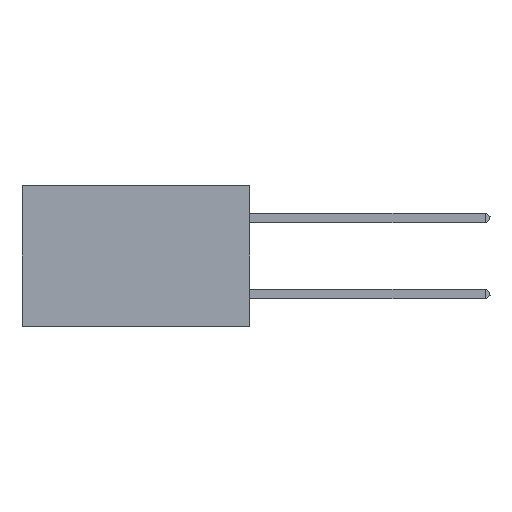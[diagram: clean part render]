
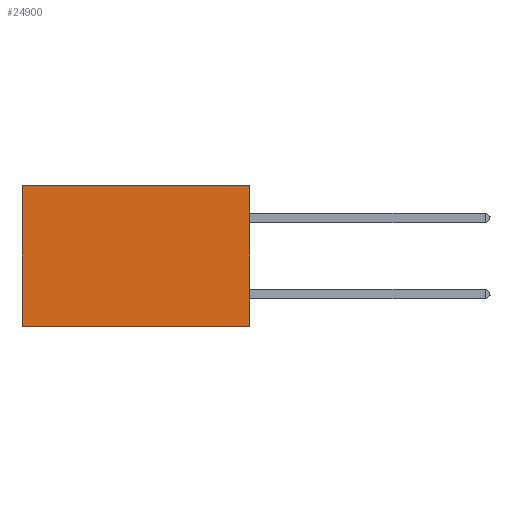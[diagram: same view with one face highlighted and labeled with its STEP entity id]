
A CAD part, left-side view. The second image highlights one B-rep face of the part: STEP entity #24900.
In plain terms, the highlighted planar face has unit normal (-1, 0, 0).
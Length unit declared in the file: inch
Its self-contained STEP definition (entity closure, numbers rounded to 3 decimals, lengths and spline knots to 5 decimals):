
#1718 = VECTOR ( 'NONE', #6707, 39.37008 ) ;
#2004 = CARTESIAN_POINT ( 'NONE',  ( 0.2875, 0.6, 0. ) ) ;
#2364 = ORIENTED_EDGE ( 'NONE', *, *, #38182, .T. ) ;
#2475 = EDGE_LOOP ( 'NONE', ( #9819, #36873, #11906, #2364 ) ) ;
#2890 = AXIS2_PLACEMENT_3D ( 'NONE', #3050, #13067, #5214 ) ;
#3050 = CARTESIAN_POINT ( 'NONE',  ( 0.2875, 0., 0. ) ) ;
#3212 = VECTOR ( 'NONE', #37376, 39.37008 ) ;
#4367 = CARTESIAN_POINT ( 'NONE',  ( 0.2875, 0., -0.37 ) ) ;
#5214 = DIRECTION ( 'NONE',  ( 0., 0., -1. ) ) ;
#5945 = LINE ( 'NONE', #6326, #1718 ) ;
#6326 = CARTESIAN_POINT ( 'NONE',  ( 0.2875, 0., 0. ) ) ;
#6499 = VERTEX_POINT ( 'NONE', #34519 ) ;
#6707 = DIRECTION ( 'NONE',  ( 0., 1., 0. ) ) ;
#9819 = ORIENTED_EDGE ( 'NONE', *, *, #9983, .T. ) ;
#9969 = VERTEX_POINT ( 'NONE', #28816 ) ;
#9983 = EDGE_CURVE ( 'NONE', #37046, #35750, #15470, .T. ) ;
#11906 = ORIENTED_EDGE ( 'NONE', *, *, #30100, .F. ) ;
#13067 = DIRECTION ( 'NONE',  ( 1., 0., 0. ) ) ;
#13710 = FACE_OUTER_BOUND ( 'NONE', #2475, .T. ) ;
#15470 = LINE ( 'NONE', #2004, #38238 ) ;
#17308 = DIRECTION ( 'NONE',  ( 0., 0., -1. ) ) ;
#22301 = CARTESIAN_POINT ( 'NONE',  ( 0.2875, 0.6, 0. ) ) ;
#24299 = PLANE ( 'NONE',  #2890 ) ;
#24617 = CARTESIAN_POINT ( 'NONE',  ( 0.2875, 0.6, -0.37 ) ) ;
#24900 = ADVANCED_FACE ( 'NONE', ( #13710 ), #24299, .F. ) ;
#26005 = CARTESIAN_POINT ( 'NONE',  ( 0.2875, 0., 0. ) ) ;
#28816 = CARTESIAN_POINT ( 'NONE',  ( 0.2875, 0., -0.37 ) ) ;
#30100 = EDGE_CURVE ( 'NONE', #6499, #9969, #32452, .T. ) ;
#32452 = LINE ( 'NONE', #26005, #35715 ) ;
#33930 = LINE ( 'NONE', #4367, #3212 ) ;
#34519 = CARTESIAN_POINT ( 'NONE',  ( 0.2875, 0., 0. ) ) ;
#34652 = DIRECTION ( 'NONE',  ( 0., 0., -1. ) ) ;
#35715 = VECTOR ( 'NONE', #17308, 39.37008 ) ;
#35750 = VERTEX_POINT ( 'NONE', #24617 ) ;
#36873 = ORIENTED_EDGE ( 'NONE', *, *, #37081, .F. ) ;
#37046 = VERTEX_POINT ( 'NONE', #22301 ) ;
#37081 = EDGE_CURVE ( 'NONE', #9969, #35750, #33930, .T. ) ;
#37376 = DIRECTION ( 'NONE',  ( 0., 1., 0. ) ) ;
#38182 = EDGE_CURVE ( 'NONE', #6499, #37046, #5945, .T. ) ;
#38238 = VECTOR ( 'NONE', #34652, 39.37008 ) ;
